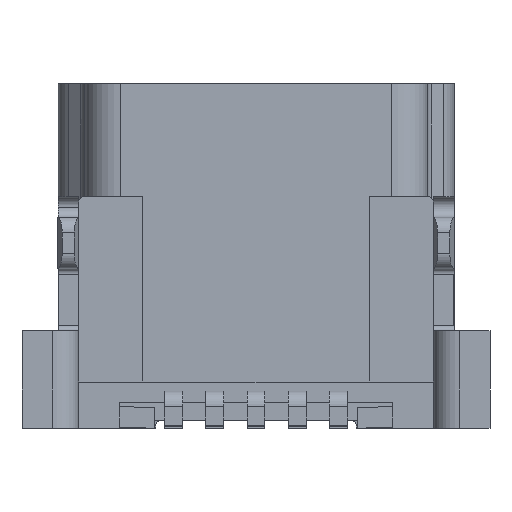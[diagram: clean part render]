
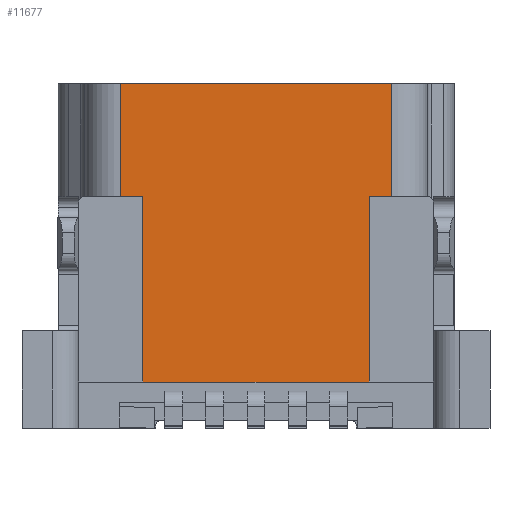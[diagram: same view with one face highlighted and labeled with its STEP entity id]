
A CAD part, front view. The second image highlights one B-rep face of the part: STEP entity #11677.
In plain terms, the highlighted planar face has unit normal (0, -1, 0).
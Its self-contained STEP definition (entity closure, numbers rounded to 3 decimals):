
#113 = EDGE_CURVE ( 'NONE', #12724, #12723, #10836, .T. ) ;
#114 = EDGE_CURVE ( 'NONE', #12718, #12720, #10830, .T. ) ;
#215 = EDGE_CURVE ( 'NONE', #12724, #12780, #3266, .T. ) ;
#218 = EDGE_CURVE ( 'NONE', #7680, #12720, #3269, .T. ) ;
#222 = EDGE_CURVE ( 'NONE', #12780, #7680, #3280, .T. ) ;
#226 = EDGE_CURVE ( 'NONE', #12718, #11810, #3287, .T. ) ;
#227 = EDGE_CURVE ( 'NONE', #11811, #12723, #3277, .T. ) ;
#273 = EDGE_CURVE ( 'NONE', #11811, #11810, #3372, .T. ) ;
#1071 = PLANE ( 'NONE',  #8792 ) ;
#1079 = CARTESIAN_POINT ( 'NONE',  ( 2.74, -1.95, 0.116 ) ) ;
#1085 = DIRECTION ( 'NONE',  ( 0., -1., 0. ) ) ;
#1086 = DIRECTION ( 'NONE',  ( -1., 0., 0. ) ) ;
#1655 = CARTESIAN_POINT ( 'NONE',  ( 2.635, -1.95, 0. ) ) ;
#1659 = CARTESIAN_POINT ( 'NONE',  ( -2.635, -1.95, 0. ) ) ;
#2384 = CARTESIAN_POINT ( 'NONE',  ( -2.635, -1.95, -2.2 ) ) ;
#2386 = CARTESIAN_POINT ( 'NONE',  ( -2.2, -1.95, -2.2 ) ) ;
#2389 = CARTESIAN_POINT ( 'NONE',  ( 2.635, -1.95, -2.2 ) ) ;
#2390 = CARTESIAN_POINT ( 'NONE',  ( 2.2, -1.95, -2.2 ) ) ;
#2446 = CARTESIAN_POINT ( 'NONE',  ( 2.2, -1.95, -5.8 ) ) ;
#3266 = LINE ( 'NONE', #11165, #3267 ) ;
#3267 = VECTOR ( 'NONE', #11166, 1000. ) ;
#3269 = LINE ( 'NONE', #11170, #3272 ) ;
#3272 = VECTOR ( 'NONE', #11173, 1000. ) ;
#3277 = LINE ( 'NONE', #11184, #3289 ) ;
#3280 = LINE ( 'NONE', #11180, #3281 ) ;
#3281 = VECTOR ( 'NONE', #11181, 1000. ) ;
#3287 = LINE ( 'NONE', #11188, #3288 ) ;
#3288 = VECTOR ( 'NONE', #11189, 1000. ) ;
#3289 = VECTOR ( 'NONE', #11191, 1000. ) ;
#3372 = LINE ( 'NONE', #11293, #3373 ) ;
#3373 = VECTOR ( 'NONE', #11294, 1000. ) ;
#3780 = CARTESIAN_POINT ( 'NONE',  ( -2.2, -1.95, -5.8 ) ) ;
#6784 = FACE_OUTER_BOUND ( 'NONE', #10610, .T. ) ;
#7680 = VERTEX_POINT ( 'NONE', #3780 ) ;
#8792 = AXIS2_PLACEMENT_3D ( 'NONE', #1079, #1085, #1086 ) ;
#9372 = ORIENTED_EDGE ( 'NONE', *, *, #273, .T. ) ;
#9373 = ORIENTED_EDGE ( 'NONE', *, *, #226, .F. ) ;
#9374 = ORIENTED_EDGE ( 'NONE', *, *, #114, .T. ) ;
#9375 = ORIENTED_EDGE ( 'NONE', *, *, #218, .F. ) ;
#9376 = ORIENTED_EDGE ( 'NONE', *, *, #222, .F. ) ;
#9377 = ORIENTED_EDGE ( 'NONE', *, *, #215, .F. ) ;
#9378 = ORIENTED_EDGE ( 'NONE', *, *, #113, .T. ) ;
#9379 = ORIENTED_EDGE ( 'NONE', *, *, #227, .F. ) ;
#10610 = EDGE_LOOP ( 'NONE', ( #9372, #9373, #9374, #9375, #9376, #9377, #9378, #9379 ) ) ;
#10830 = LINE ( 'NONE', #10944, #10838 ) ;
#10836 = LINE ( 'NONE', #10946, #10837 ) ;
#10837 = VECTOR ( 'NONE', #10947, 1000. ) ;
#10838 = VECTOR ( 'NONE', #10948, 1000. ) ;
#10944 = CARTESIAN_POINT ( 'NONE',  ( 0., -1.95, -2.2 ) ) ;
#10946 = CARTESIAN_POINT ( 'NONE',  ( 0., -1.95, -2.2 ) ) ;
#10947 = DIRECTION ( 'NONE',  ( 1., 0., 0. ) ) ;
#10948 = DIRECTION ( 'NONE',  ( 1., 0., 0. ) ) ;
#11165 = CARTESIAN_POINT ( 'NONE',  ( 2.2, -1.95, -2.9 ) ) ;
#11166 = DIRECTION ( 'NONE',  ( 0., 0., -1. ) ) ;
#11170 = CARTESIAN_POINT ( 'NONE',  ( -2.2, -1.95, -2.9 ) ) ;
#11173 = DIRECTION ( 'NONE',  ( 0., 0., 1. ) ) ;
#11180 = CARTESIAN_POINT ( 'NONE',  ( 0., -1.95, -5.8 ) ) ;
#11181 = DIRECTION ( 'NONE',  ( -1., 0., 0. ) ) ;
#11184 = CARTESIAN_POINT ( 'NONE',  ( 2.635, -1.95, -2.9 ) ) ;
#11188 = CARTESIAN_POINT ( 'NONE',  ( -2.635, -1.95, -2.9 ) ) ;
#11189 = DIRECTION ( 'NONE',  ( 0., 0., 1. ) ) ;
#11191 = DIRECTION ( 'NONE',  ( 0., 0., -1. ) ) ;
#11293 = CARTESIAN_POINT ( 'NONE',  ( 0., -1.95, 0. ) ) ;
#11294 = DIRECTION ( 'NONE',  ( -1., 0., 0. ) ) ;
#11677 = ADVANCED_FACE ( 'NONE', ( #6784 ), #1071, .T. ) ;
#11810 = VERTEX_POINT ( 'NONE', #1659 ) ;
#11811 = VERTEX_POINT ( 'NONE', #1655 ) ;
#12718 = VERTEX_POINT ( 'NONE', #2384 ) ;
#12720 = VERTEX_POINT ( 'NONE', #2386 ) ;
#12723 = VERTEX_POINT ( 'NONE', #2389 ) ;
#12724 = VERTEX_POINT ( 'NONE', #2390 ) ;
#12780 = VERTEX_POINT ( 'NONE', #2446 ) ;
